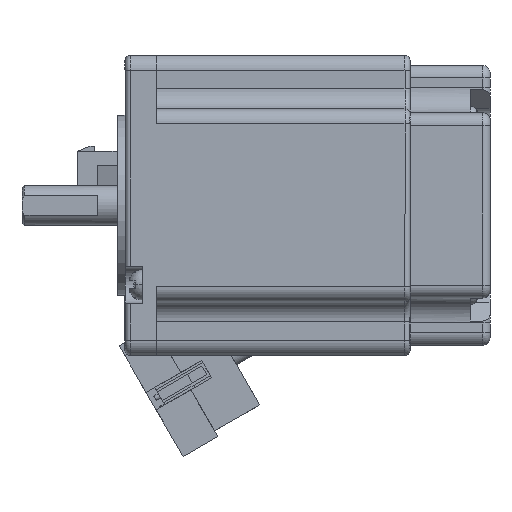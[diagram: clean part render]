
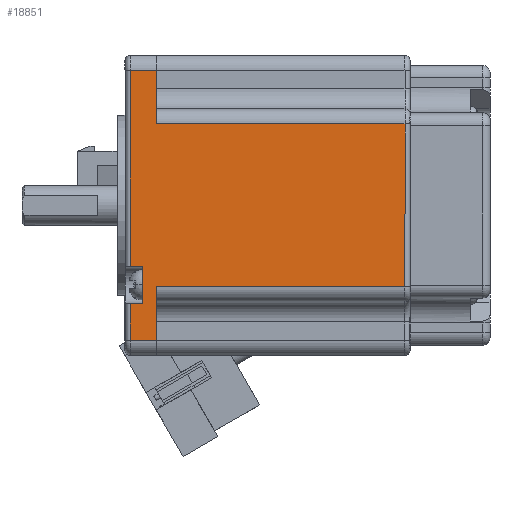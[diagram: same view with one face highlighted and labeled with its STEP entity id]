
A CAD part, front view. The second image highlights one B-rep face of the part: STEP entity #18851.
In plain terms, the highlighted face is planar.
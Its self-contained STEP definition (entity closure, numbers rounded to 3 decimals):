
#14307 = VERTEX_POINT ( 'NONE', #94411 ) ;
#14653 = ORIENTED_EDGE ( 'NONE', *, *, #104685, .T. ) ;
#14654 = ORIENTED_EDGE ( 'NONE', *, *, #104983, .F. ) ;
#14655 = ORIENTED_EDGE ( 'NONE', *, *, #104988, .F. ) ;
#14656 = ORIENTED_EDGE ( 'NONE', *, *, #104992, .F. ) ;
#14657 = ORIENTED_EDGE ( 'NONE', *, *, #104955, .T. ) ;
#14658 = ORIENTED_EDGE ( 'NONE', *, *, #104952, .T. ) ;
#14659 = ORIENTED_EDGE ( 'NONE', *, *, #104645, .T. ) ;
#14660 = ORIENTED_EDGE ( 'NONE', *, *, #104647, .T. ) ;
#14661 = ORIENTED_EDGE ( 'NONE', *, *, #104661, .T. ) ;
#14662 = ORIENTED_EDGE ( 'NONE', *, *, #104669, .T. ) ;
#14663 = ORIENTED_EDGE ( 'NONE', *, *, #104673, .T. ) ;
#14664 = ORIENTED_EDGE ( 'NONE', *, *, #104709, .T. ) ;
#18851 = ADVANCED_FACE ( 'NONE', ( #90951 ), #96627, .T. ) ;
#36732 = AXIS2_PLACEMENT_3D ( 'NONE', #96631, #96637, #96639 ) ;
#47095 = EDGE_LOOP ( 'NONE', ( #14653, #14654, #14655, #14656, #14657, #14658, #14659, #14660, #14661, #14662, #14663, #14664 ) ) ;
#47321 = VERTEX_POINT ( 'NONE', #88773 ) ;
#47342 = VERTEX_POINT ( 'NONE', #88792 ) ;
#47345 = VERTEX_POINT ( 'NONE', #88796 ) ;
#47346 = VERTEX_POINT ( 'NONE', #88798 ) ;
#47348 = VERTEX_POINT ( 'NONE', #88799 ) ;
#47350 = VERTEX_POINT ( 'NONE', #88800 ) ;
#47359 = VERTEX_POINT ( 'NONE', #88809 ) ;
#47426 = VERTEX_POINT ( 'NONE', #88871 ) ;
#47428 = VERTEX_POINT ( 'NONE', #88874 ) ;
#47440 = VERTEX_POINT ( 'NONE', #88884 ) ;
#47441 = VERTEX_POINT ( 'NONE', #88886 ) ;
#84960 = LINE ( 'NONE', #87360, #84974 ) ;
#84966 = LINE ( 'NONE', #87354, #84970 ) ;
#84970 = VECTOR ( 'NONE', #87355, 1000. ) ;
#84974 = VECTOR ( 'NONE', #87365, 1000. ) ;
#84980 = LINE ( 'NONE', #87370, #84986 ) ;
#84986 = VECTOR ( 'NONE', #87371, 1000. ) ;
#84988 = LINE ( 'NONE', #87364, #84992 ) ;
#84990 = LINE ( 'NONE', #87375, #84996 ) ;
#84992 = VECTOR ( 'NONE', #87359, 1000. ) ;
#84996 = VECTOR ( 'NONE', #87376, 1000. ) ;
#84998 = LINE ( 'NONE', #87382, #85006 ) ;
#85006 = VECTOR ( 'NONE', #87378, 1000. ) ;
#85016 = LINE ( 'NONE', #87397, #85024 ) ;
#85024 = VECTOR ( 'NONE', #87394, 1000. ) ;
#85224 = LINE ( 'NONE', #87531, #85230 ) ;
#85228 = LINE ( 'NONE', #87533, #85234 ) ;
#85230 = VECTOR ( 'NONE', #87532, 1000. ) ;
#85234 = VECTOR ( 'NONE', #87534, 1000. ) ;
#85248 = LINE ( 'NONE', #87545, #85264 ) ;
#85250 = LINE ( 'NONE', #87550, #85256 ) ;
#85254 = LINE ( 'NONE', #87552, #85260 ) ;
#85256 = VECTOR ( 'NONE', #87551, 1000. ) ;
#85260 = VECTOR ( 'NONE', #87554, 1000. ) ;
#85264 = VECTOR ( 'NONE', #87555, 1000. ) ;
#87354 = CARTESIAN_POINT ( 'NONE',  ( 62.176, 115.692, -1. ) ) ;
#87355 = DIRECTION ( 'NONE',  ( 1., 0., 0. ) ) ;
#87359 = DIRECTION ( 'NONE',  ( 0., 0., 1. ) ) ;
#87360 = CARTESIAN_POINT ( 'NONE',  ( 74.376, 115.692, -28.5 ) ) ;
#87364 = CARTESIAN_POINT ( 'NONE',  ( 81.776, 115.692, -28.5 ) ) ;
#87365 = DIRECTION ( 'NONE',  ( 0., 0., -1. ) ) ;
#87370 = CARTESIAN_POINT ( 'NONE',  ( 62.176, 115.692, -3.5 ) ) ;
#87371 = DIRECTION ( 'NONE',  ( 1., 0., 0. ) ) ;
#87375 = CARTESIAN_POINT ( 'NONE',  ( 62.176, 115.692, -1. ) ) ;
#87376 = DIRECTION ( 'NONE',  ( 1., 0., 0. ) ) ;
#87378 = DIRECTION ( 'NONE',  ( -1., 0., 0. ) ) ;
#87382 = CARTESIAN_POINT ( 'NONE',  ( 62.176, 115.692, -6.3 ) ) ;
#87394 = DIRECTION ( 'NONE',  ( 0., 0., -1. ) ) ;
#87397 = CARTESIAN_POINT ( 'NONE',  ( 89.176, 115.692, -28.5 ) ) ;
#87531 = CARTESIAN_POINT ( 'NONE',  ( 35.176, 115.692, -28.5 ) ) ;
#87532 = DIRECTION ( 'NONE',  ( 0., 0., 1. ) ) ;
#87533 = CARTESIAN_POINT ( 'NONE',  ( 62.176, 115.692, -6.3 ) ) ;
#87534 = DIRECTION ( 'NONE',  ( -1., 0., 0. ) ) ;
#87545 = CARTESIAN_POINT ( 'NONE',  ( 45.876, 115.692, -31.65 ) ) ;
#87550 = CARTESIAN_POINT ( 'NONE',  ( 78.476, 115.692, -31.65 ) ) ;
#87551 = DIRECTION ( 'NONE',  ( 0., 0., 1. ) ) ;
#87552 = CARTESIAN_POINT ( 'NONE',  ( 62.176, 115.692, -56. ) ) ;
#87554 = DIRECTION ( 'NONE',  ( 1., 0., 0. ) ) ;
#87555 = DIRECTION ( 'NONE',  ( 0., 0., -1. ) ) ;
#88773 = CARTESIAN_POINT ( 'NONE',  ( 78.476, 115.692, -6.3 ) ) ;
#88792 = CARTESIAN_POINT ( 'NONE',  ( 35.176, 115.692, -1. ) ) ;
#88796 = CARTESIAN_POINT ( 'NONE',  ( 74.376, 115.692, -1. ) ) ;
#88798 = CARTESIAN_POINT ( 'NONE',  ( 74.376, 115.692, -3.5 ) ) ;
#88799 = CARTESIAN_POINT ( 'NONE',  ( 81.776, 115.692, -3.5 ) ) ;
#88800 = CARTESIAN_POINT ( 'NONE',  ( 81.776, 115.692, -1. ) ) ;
#88809 = CARTESIAN_POINT ( 'NONE',  ( 89.176, 115.692, -6.3 ) ) ;
#88871 = CARTESIAN_POINT ( 'NONE',  ( 45.876, 115.692, -6.3 ) ) ;
#88874 = CARTESIAN_POINT ( 'NONE',  ( 35.176, 115.692, -6.3 ) ) ;
#88884 = CARTESIAN_POINT ( 'NONE',  ( 78.476, 115.692, -56. ) ) ;
#88886 = CARTESIAN_POINT ( 'NONE',  ( 45.876, 115.692, -56. ) ) ;
#90951 = FACE_OUTER_BOUND ( 'NONE', #47095, .T. ) ;
#94411 = CARTESIAN_POINT ( 'NONE',  ( 89.176, 115.692, -1. ) ) ;
#96627 = PLANE ( 'NONE',  #36732 ) ;
#96631 = CARTESIAN_POINT ( 'NONE',  ( 32.176, 115.692, 0. ) ) ;
#96637 = DIRECTION ( 'NONE',  ( 0., 1., 0. ) ) ;
#96639 = DIRECTION ( 'NONE',  ( 1., 0., 0. ) ) ;
#104645 = EDGE_CURVE ( 'NONE', #47342, #47345, #84966, .T. ) ;
#104647 = EDGE_CURVE ( 'NONE', #47345, #47346, #84960, .T. ) ;
#104661 = EDGE_CURVE ( 'NONE', #47346, #47348, #84980, .T. ) ;
#104669 = EDGE_CURVE ( 'NONE', #47348, #47350, #84988, .T. ) ;
#104673 = EDGE_CURVE ( 'NONE', #47350, #14307, #84990, .T. ) ;
#104685 = EDGE_CURVE ( 'NONE', #47359, #47321, #84998, .T. ) ;
#104709 = EDGE_CURVE ( 'NONE', #14307, #47359, #85016, .T. ) ;
#104952 = EDGE_CURVE ( 'NONE', #47428, #47342, #85224, .T. ) ;
#104955 = EDGE_CURVE ( 'NONE', #47426, #47428, #85228, .T. ) ;
#104983 = EDGE_CURVE ( 'NONE', #47440, #47321, #85250, .T. ) ;
#104988 = EDGE_CURVE ( 'NONE', #47441, #47440, #85254, .T. ) ;
#104992 = EDGE_CURVE ( 'NONE', #47426, #47441, #85248, .T. ) ;
